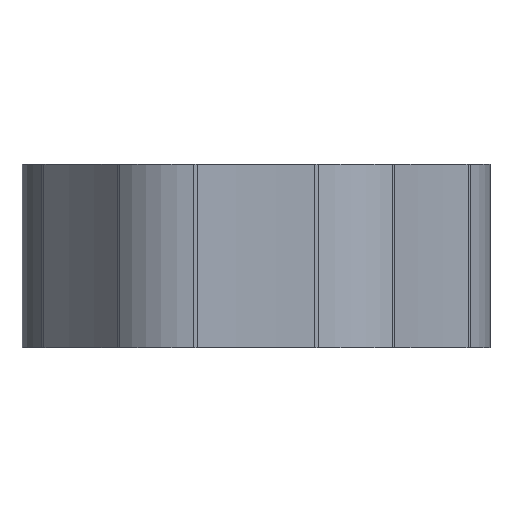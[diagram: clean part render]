
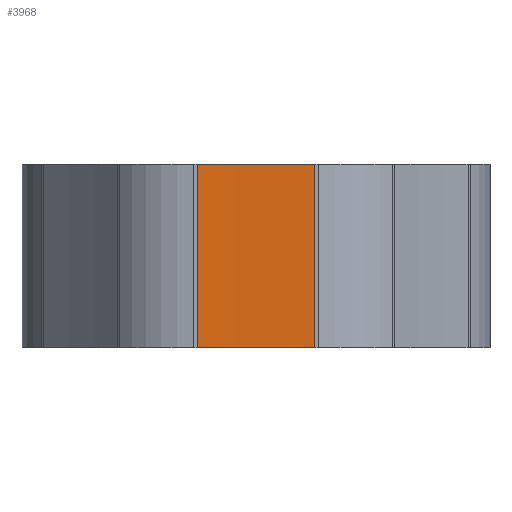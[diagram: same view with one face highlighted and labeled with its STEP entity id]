
A CAD part, front view. The second image highlights one B-rep face of the part: STEP entity #3968.
In plain terms, the highlighted cylindrical face has radius 40 mm (diameter 80 mm), a partial arc.
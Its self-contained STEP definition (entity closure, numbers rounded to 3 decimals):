
#1410=DIRECTION('',(0.,0.,1.));
#1411=VECTOR('',#1410,5.47);
#1412=CARTESIAN_POINT('',(-1.759,-6.699,
-0.385));
#1413=LINE('',#1412,#1411);
#1432=CARTESIAN_POINT('',(0.,-46.66,
5.085));
#1433=DIRECTION('',(0.,0.,-1.));
#1434=DIRECTION('',(-0.044,0.999,0.));
#1435=AXIS2_PLACEMENT_3D('',#1432,#1433,#1434);
#1440=CARTESIAN_POINT('',(0.,-46.66,
-0.385));
#1441=DIRECTION('',(0.,0.,1.));
#1442=DIRECTION('',(0.044,0.999,0.));
#1443=AXIS2_PLACEMENT_3D('',#1440,#1441,#1442);
#1448=DIRECTION('',(0.,0.,1.));
#1449=VECTOR('',#1448,5.47);
#1450=CARTESIAN_POINT('',(1.759,-6.699,
-0.385));
#1451=LINE('',#1450,#1449);
#2325=CARTESIAN_POINT('',(-1.759,-6.699,
5.085));
#2326=VERTEX_POINT('',#2325);
#2327=CARTESIAN_POINT('',(1.759,-6.699,5.085));
#2328=VERTEX_POINT('',#2327);
#2382=CARTESIAN_POINT('',(1.759,-6.699,
-0.385));
#2384=VERTEX_POINT('',#2382);
#2393=CARTESIAN_POINT('',(-1.759,-6.699,
-0.385));
#2395=VERTEX_POINT('',#2393);
#3955=CARTESIAN_POINT('',(0.,-46.66,-1.15));
#3956=DIRECTION('',(0.,0.,1.));
#3957=DIRECTION('',(0.623,-0.782,0.));
#3958=AXIS2_PLACEMENT_3D('',#3955,#3956,#3957);
#3959=CYLINDRICAL_SURFACE('',#3958,40.);
#3961=ORIENTED_EDGE('',*,*,#3960,.T.);
#3962=ORIENTED_EDGE('',*,*,#3895,.T.);
#3963=ORIENTED_EDGE('',*,*,#3946,.T.);
#3965=ORIENTED_EDGE('',*,*,#3964,.F.);
#3966=EDGE_LOOP('',(#3961,#3962,#3963,#3965));
#3967=FACE_OUTER_BOUND('',#3966,.F.);
#1436=CIRCLE('',#1435,40.);
#1444=CIRCLE('',#1443,40.);
#3895=EDGE_CURVE('',#2395,#2326,#1413,.T.);
#3946=EDGE_CURVE('',#2326,#2328,#1436,.T.);
#3960=EDGE_CURVE('',#2384,#2395,#1444,.T.);
#3964=EDGE_CURVE('',#2384,#2328,#1451,.T.);
#3968=ADVANCED_FACE('',(#3967),#3959,.F.);
